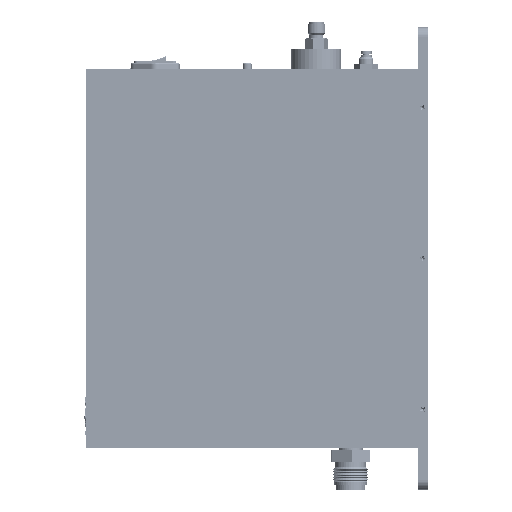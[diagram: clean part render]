
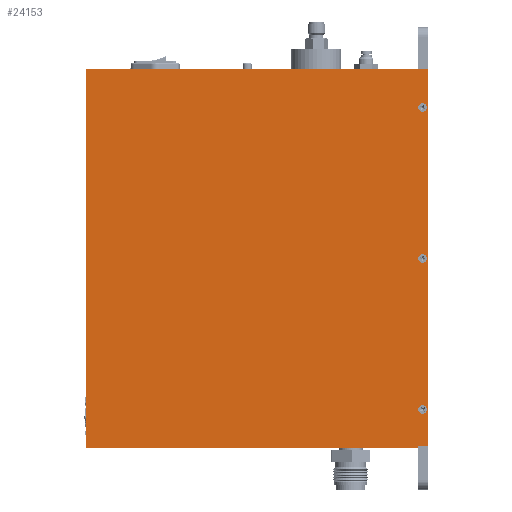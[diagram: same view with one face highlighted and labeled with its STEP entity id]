
A CAD part, left-side view. The second image highlights one B-rep face of the part: STEP entity #24153.
In plain terms, the highlighted planar face has unit normal (-1, 0, 0).
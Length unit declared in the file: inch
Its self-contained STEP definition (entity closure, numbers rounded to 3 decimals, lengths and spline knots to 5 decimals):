
#603 = CARTESIAN_POINT ( 'NONE',  ( -2.73, -0.25, -4.655 ) ) ;
#4153 = DIRECTION ( 'NONE',  ( 0., 0., -1. ) ) ;
#6428 = CARTESIAN_POINT ( 'NONE',  ( -2.73, -0.25, -4.655 ) ) ;
#9277 = CARTESIAN_POINT ( 'NONE',  ( -2.73, -0.25, 4.715 ) ) ;
#13964 = DIRECTION ( 'NONE',  ( 1., 0., 0. ) ) ;
#16661 = CIRCLE ( 'NONE', #509247, 0.106 ) ;
#16940 = CIRCLE ( 'NONE', #130786, 0.106 ) ;
#24153 = ADVANCED_FACE ( 'NONE', ( #384849, #158781, #24622, #490783 ), #552840, .F. ) ;
#24622 = FACE_BOUND ( 'NONE', #109013, .T. ) ;
#25981 = VECTOR ( 'NONE', #84450, 39.37008 ) ;
#59302 = ORIENTED_EDGE ( 'NONE', *, *, #329730, .F. ) ;
#65107 = EDGE_CURVE ( 'NONE', #125823, #302322, #344060, .T. ) ;
#71341 = CARTESIAN_POINT ( 'NONE',  ( -2.73, -0.25, 4.715 ) ) ;
#81241 = VECTOR ( 'NONE', #4153, 39.37008 ) ;
#84450 = DIRECTION ( 'NONE',  ( 0., 0., -1. ) ) ;
#96393 = EDGE_CURVE ( 'NONE', #496837, #112414, #190000, .T. ) ;
#106179 = EDGE_LOOP ( 'NONE', ( #254844, #409355, #483282, #120733, #243177, #59302 ) ) ;
#107384 = DIRECTION ( 'NONE',  ( -1., 0., 0. ) ) ;
#107917 = CARTESIAN_POINT ( 'NONE',  ( -2.73, -0.125, -3.75 ) ) ;
#109013 = EDGE_LOOP ( 'NONE', ( #259815, #545001 ) ) ;
#112414 = VERTEX_POINT ( 'NONE', #113805 ) ;
#113805 = CARTESIAN_POINT ( 'NONE',  ( -2.73, -0.231, 0. ) ) ;
#117825 = LINE ( 'NONE', #293789, #357879 ) ;
#120206 = AXIS2_PLACEMENT_3D ( 'NONE', #488536, #218137, #533978 ) ;
#120733 = ORIENTED_EDGE ( 'NONE', *, *, #264717, .T. ) ;
#125823 = VERTEX_POINT ( 'NONE', #175890 ) ;
#130483 = DIRECTION ( 'NONE',  ( -1., 0., 0. ) ) ;
#130786 = AXIS2_PLACEMENT_3D ( 'NONE', #169064, #484948, #214499 ) ;
#135553 = EDGE_CURVE ( 'NONE', #112414, #496837, #16940, .T. ) ;
#146984 = EDGE_CURVE ( 'NONE', #249254, #508161, #147460, .T. ) ;
#147460 = CIRCLE ( 'NONE', #441516, 0.106 ) ;
#153283 = DIRECTION ( 'NONE',  ( 0., 1., 0. ) ) ;
#156089 = VERTEX_POINT ( 'NONE', #267241 ) ;
#158781 = FACE_OUTER_BOUND ( 'NONE', #106179, .T. ) ;
#161326 = EDGE_CURVE ( 'NONE', #508161, #249254, #329065, .T. ) ;
#169064 = CARTESIAN_POINT ( 'NONE',  ( -2.73, -0.125, 0. ) ) ;
#175890 = CARTESIAN_POINT ( 'NONE',  ( -2.73, 8.25, 4.715 ) ) ;
#179406 = AXIS2_PLACEMENT_3D ( 'NONE', #284485, #13964, #329813 ) ;
#190000 = CIRCLE ( 'NONE', #298413, 0.106 ) ;
#202730 = EDGE_CURVE ( 'NONE', #474081, #510956, #16661, .T. ) ;
#206759 = EDGE_CURVE ( 'NONE', #584792, #448072, #427201, .T. ) ;
#214499 = DIRECTION ( 'NONE',  ( 0., 1., 0. ) ) ;
#214793 = CARTESIAN_POINT ( 'NONE',  ( -2.73, -0.019, 3.75 ) ) ;
#218137 = DIRECTION ( 'NONE',  ( -1., 0., 0. ) ) ;
#220634 = CARTESIAN_POINT ( 'NONE',  ( -2.73, 8.25, -4.715 ) ) ;
#222151 = DIRECTION ( 'NONE',  ( -1., 0., 0. ) ) ;
#243177 = ORIENTED_EDGE ( 'NONE', *, *, #65107, .T. ) ;
#246245 = EDGE_CURVE ( 'NONE', #510956, #474081, #324950, .T. ) ;
#249254 = VERTEX_POINT ( 'NONE', #543317 ) ;
#254844 = ORIENTED_EDGE ( 'NONE', *, *, #385524, .F. ) ;
#259815 = ORIENTED_EDGE ( 'NONE', *, *, #161326, .F. ) ;
#264717 = EDGE_CURVE ( 'NONE', #584792, #125823, #306159, .T. ) ;
#267241 = CARTESIAN_POINT ( 'NONE',  ( -2.73, 0., -4.715 ) ) ;
#274616 = CARTESIAN_POINT ( 'NONE',  ( -2.73, -0.25, -4.715 ) ) ;
#284485 = CARTESIAN_POINT ( 'NONE',  ( -2.73, -0.25, -4.715 ) ) ;
#293789 = CARTESIAN_POINT ( 'NONE',  ( -2.73, -0.25, -4.715 ) ) ;
#295293 = CARTESIAN_POINT ( 'NONE',  ( -2.73, 0., -4.655 ) ) ;
#298413 = AXIS2_PLACEMENT_3D ( 'NONE', #400907, #130483, #446213 ) ;
#302322 = VERTEX_POINT ( 'NONE', #354653 ) ;
#306159 = LINE ( 'NONE', #9277, #532146 ) ;
#320928 = CARTESIAN_POINT ( 'NONE',  ( -2.73, -0.019, -3.75 ) ) ;
#324950 = CIRCLE ( 'NONE', #120206, 0.106 ) ;
#329065 = CIRCLE ( 'NONE', #354001, 0.106 ) ;
#329730 = EDGE_CURVE ( 'NONE', #156089, #302322, #117825, .T. ) ;
#329813 = DIRECTION ( 'NONE',  ( 0., -1., 0. ) ) ;
#344060 = LINE ( 'NONE', #220634, #584226 ) ;
#345715 = VECTOR ( 'NONE', #367633, 39.37008 ) ;
#354001 = AXIS2_PLACEMENT_3D ( 'NONE', #107917, #423707, #153283 ) ;
#354653 = CARTESIAN_POINT ( 'NONE',  ( -2.73, 8.25, -4.715 ) ) ;
#354804 = CARTESIAN_POINT ( 'NONE',  ( -2.73, 0., 1.23906 ) ) ;
#357879 = VECTOR ( 'NONE', #441805, 39.37008 ) ;
#367633 = DIRECTION ( 'NONE',  ( 0., 1., 0. ) ) ;
#377751 = CARTESIAN_POINT ( 'NONE',  ( -2.73, -0.125, -3.75 ) ) ;
#384849 = FACE_BOUND ( 'NONE', #492776, .T. ) ;
#385019 = ORIENTED_EDGE ( 'NONE', *, *, #202730, .F. ) ;
#385524 = EDGE_CURVE ( 'NONE', #534498, #156089, #428624, .T. ) ;
#394588 = ORIENTED_EDGE ( 'NONE', *, *, #96393, .F. ) ;
#400907 = CARTESIAN_POINT ( 'NONE',  ( -2.73, -0.125, 0. ) ) ;
#409355 = ORIENTED_EDGE ( 'NONE', *, *, #441231, .F. ) ;
#415914 = DIRECTION ( 'NONE',  ( 0., 1., 0. ) ) ;
#423153 = DIRECTION ( 'NONE',  ( 0., 1., 0. ) ) ;
#423707 = DIRECTION ( 'NONE',  ( -1., 0., 0. ) ) ;
#427201 = LINE ( 'NONE', #274616, #81241 ) ;
#428624 = LINE ( 'NONE', #354804, #25981 ) ;
#435043 = EDGE_LOOP ( 'NONE', ( #479538, #385019 ) ) ;
#441231 = EDGE_CURVE ( 'NONE', #448072, #534498, #479905, .T. ) ;
#441516 = AXIS2_PLACEMENT_3D ( 'NONE', #377751, #107384, #423153 ) ;
#441805 = DIRECTION ( 'NONE',  ( 0., 1., 0. ) ) ;
#446213 = DIRECTION ( 'NONE',  ( 0., 1., 0. ) ) ;
#448072 = VERTEX_POINT ( 'NONE', #603 ) ;
#458858 = CARTESIAN_POINT ( 'NONE',  ( -2.73, -0.231, 3.75 ) ) ;
#474081 = VERTEX_POINT ( 'NONE', #458858 ) ;
#479538 = ORIENTED_EDGE ( 'NONE', *, *, #246245, .F. ) ;
#479905 = LINE ( 'NONE', #6428, #345715 ) ;
#483282 = ORIENTED_EDGE ( 'NONE', *, *, #206759, .F. ) ;
#484948 = DIRECTION ( 'NONE',  ( -1., 0., 0. ) ) ;
#488536 = CARTESIAN_POINT ( 'NONE',  ( -2.73, -0.125, 3.75 ) ) ;
#490783 = FACE_BOUND ( 'NONE', #435043, .T. ) ;
#492564 = CARTESIAN_POINT ( 'NONE',  ( -2.73, -0.125, 3.75 ) ) ;
#492776 = EDGE_LOOP ( 'NONE', ( #394588, #526315 ) ) ;
#496837 = VERTEX_POINT ( 'NONE', #554039 ) ;
#508161 = VERTEX_POINT ( 'NONE', #320928 ) ;
#509247 = AXIS2_PLACEMENT_3D ( 'NONE', #492564, #222151, #537932 ) ;
#510956 = VERTEX_POINT ( 'NONE', #214793 ) ;
#526315 = ORIENTED_EDGE ( 'NONE', *, *, #135553, .F. ) ;
#532146 = VECTOR ( 'NONE', #415914, 39.37008 ) ;
#533978 = DIRECTION ( 'NONE',  ( 0., 1., 0. ) ) ;
#534498 = VERTEX_POINT ( 'NONE', #295293 ) ;
#536438 = DIRECTION ( 'NONE',  ( 0., 0., -1. ) ) ;
#537932 = DIRECTION ( 'NONE',  ( 0., 1., 0. ) ) ;
#543317 = CARTESIAN_POINT ( 'NONE',  ( -2.73, -0.231, -3.75 ) ) ;
#545001 = ORIENTED_EDGE ( 'NONE', *, *, #146984, .F. ) ;
#552840 = PLANE ( 'NONE',  #179406 ) ;
#554039 = CARTESIAN_POINT ( 'NONE',  ( -2.73, -0.019, 0. ) ) ;
#584226 = VECTOR ( 'NONE', #536438, 39.37008 ) ;
#584792 = VERTEX_POINT ( 'NONE', #71341 ) ;
